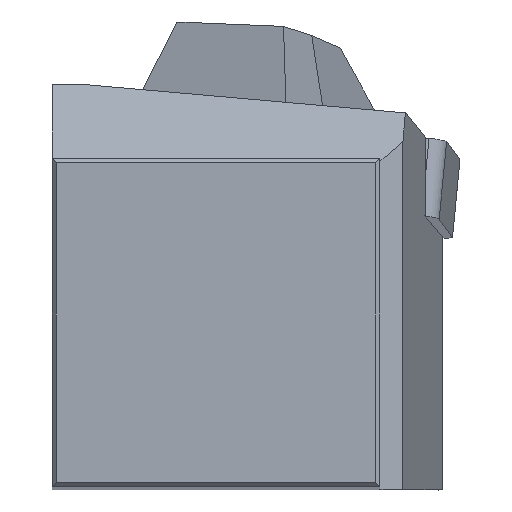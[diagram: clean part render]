
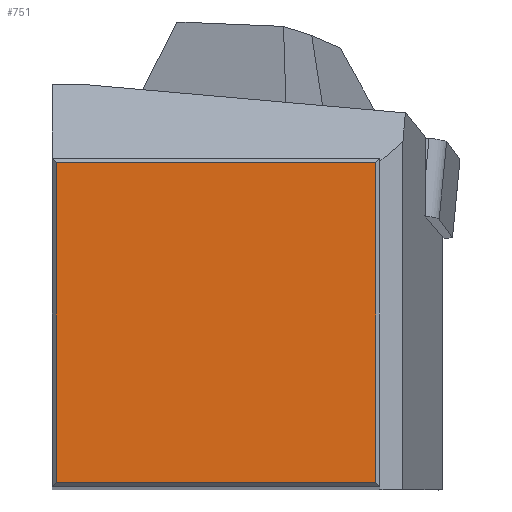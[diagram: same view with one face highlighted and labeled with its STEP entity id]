
A CAD part, top view. The second image highlights one B-rep face of the part: STEP entity #751.
In plain terms, the highlighted planar face has unit normal (0, 0, 1).
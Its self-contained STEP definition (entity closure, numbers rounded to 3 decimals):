
#112=DIRECTION('',(-1.,0.,0.));
#113=VECTOR('',#112,39.);
#114=CARTESIAN_POINT('',(39.5,39.5,0.));
#115=LINE('',#114,#113);
#119=DIRECTION('',(0.,1.,0.));
#120=VECTOR('',#119,39.);
#121=CARTESIAN_POINT('',(39.5,0.5,0.));
#122=LINE('',#121,#120);
#126=DIRECTION('',(1.,0.,0.));
#127=VECTOR('',#126,39.);
#128=CARTESIAN_POINT('',(0.5,0.5,0.));
#129=LINE('',#128,#127);
#133=DIRECTION('',(0.,-1.,0.));
#134=VECTOR('',#133,39.);
#135=CARTESIAN_POINT('',(0.5,39.5,0.));
#136=LINE('',#135,#134);
#656=CARTESIAN_POINT('',(39.5,39.5,0.));
#657=CARTESIAN_POINT('',(0.5,39.5,0.));
#658=VERTEX_POINT('',#656);
#659=VERTEX_POINT('',#657);
#660=CARTESIAN_POINT('',(0.5,0.5,0.));
#661=VERTEX_POINT('',#660);
#666=CARTESIAN_POINT('',(39.5,0.5,0.));
#667=VERTEX_POINT('',#666);
#736=CARTESIAN_POINT('',(0.,0.,0.));
#737=DIRECTION('',(0.,0.,-1.));
#738=DIRECTION('',(0.,1.,0.));
#739=AXIS2_PLACEMENT_3D('',#736,#737,#738);
#740=PLANE('',#739);
#742=ORIENTED_EDGE('',*,*,#741,.F.);
#744=ORIENTED_EDGE('',*,*,#743,.F.);
#746=ORIENTED_EDGE('',*,*,#745,.F.);
#748=ORIENTED_EDGE('',*,*,#747,.F.);
#749=EDGE_LOOP('',(#742,#744,#746,#748));
#750=FACE_OUTER_BOUND('',#749,.F.);
#741=EDGE_CURVE('',#658,#659,#115,.T.);
#743=EDGE_CURVE('',#667,#658,#122,.T.);
#745=EDGE_CURVE('',#661,#667,#129,.T.);
#747=EDGE_CURVE('',#659,#661,#136,.T.);
#751=ADVANCED_FACE('',(#750),#740,.F.);
